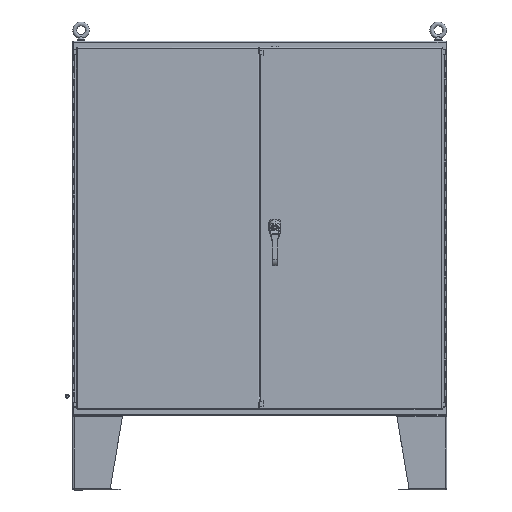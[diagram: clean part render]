
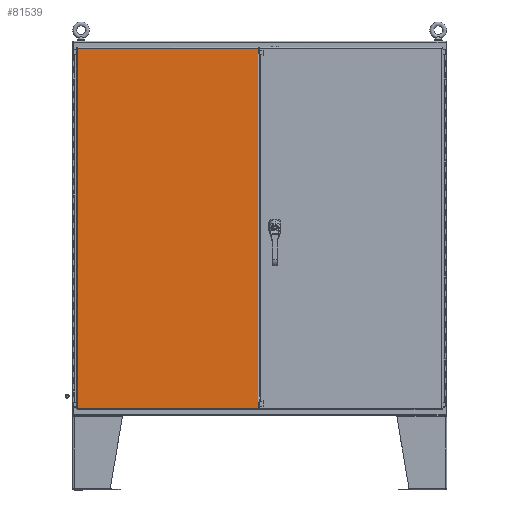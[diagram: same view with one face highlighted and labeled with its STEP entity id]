
A CAD part, top view. The second image highlights one B-rep face of the part: STEP entity #81539.
In plain terms, the highlighted planar face has unit normal (0, 0, 1).
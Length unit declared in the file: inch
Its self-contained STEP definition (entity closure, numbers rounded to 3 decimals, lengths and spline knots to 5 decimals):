
#580 = EDGE_CURVE ( 'NONE', #12235, #60227, #46439, .T. ) ;
#1283 = CARTESIAN_POINT ( 'NONE',  ( 15.14647, 1.84355, 13.16033 ) ) ;
#3057 = VERTEX_POINT ( 'NONE', #65937 ) ;
#3092 = DIRECTION ( 'NONE',  ( 0., 1., 0. ) ) ;
#4776 = CARTESIAN_POINT ( 'NONE',  ( 29.74022, 29.9688, 13.16033 ) ) ;
#5434 = CARTESIAN_POINT ( 'NONE',  ( 15.14647, 29.9688, 13.16033 ) ) ;
#6014 = ORIENTED_EDGE ( 'NONE', *, *, #40492, .F. ) ;
#11175 = DIRECTION ( 'NONE',  ( 0., 1., 0. ) ) ;
#11587 = DIRECTION ( 'NONE',  ( 1., 0., 0. ) ) ;
#12235 = VERTEX_POINT ( 'NONE', #22011 ) ;
#13191 = VECTOR ( 'NONE', #41300, 39.37008 ) ;
#13379 = VERTEX_POINT ( 'NONE', #40336 ) ;
#13558 = DIRECTION ( 'NONE',  ( 1., 0., 0. ) ) ;
#15464 = LINE ( 'NONE', #43097, #79381 ) ;
#16076 = LINE ( 'NONE', #47146, #71927 ) ;
#17465 = VECTOR ( 'NONE', #13558, 39.37008 ) ;
#18795 = CARTESIAN_POINT ( 'NONE',  ( 29.77147, 1.84355, 13.16033 ) ) ;
#20619 = VERTEX_POINT ( 'NONE', #55028 ) ;
#22011 = CARTESIAN_POINT ( 'NONE',  ( 29.74002, 1.84355, 13.16033 ) ) ;
#23549 = VECTOR ( 'NONE', #49421, 39.37008 ) ;
#23625 = LINE ( 'NONE', #55908, #41655 ) ;
#24482 = EDGE_CURVE ( 'NONE', #60227, #71384, #36073, .T. ) ;
#24949 = VERTEX_POINT ( 'NONE', #34267 ) ;
#25621 = ORIENTED_EDGE ( 'NONE', *, *, #34477, .F. ) ;
#26041 = EDGE_CURVE ( 'NONE', #55521, #80186, #23625, .T. ) ;
#26322 = ORIENTED_EDGE ( 'NONE', *, *, #80576, .T. ) ;
#27928 = VERTEX_POINT ( 'NONE', #55342 ) ;
#28704 = CARTESIAN_POINT ( 'NONE',  ( 29.77147, 0.87505, 13.16033 ) ) ;
#30936 = CARTESIAN_POINT ( 'NONE',  ( 0.64642, 29.9688, 13.16033 ) ) ;
#33984 = CARTESIAN_POINT ( 'NONE',  ( 29.77147, 0.87505, 13.16033 ) ) ;
#34267 = CARTESIAN_POINT ( 'NONE',  ( 29.74022, 58.09385, 13.16033 ) ) ;
#34477 = EDGE_CURVE ( 'NONE', #71384, #3057, #59130, .T. ) ;
#35435 = LINE ( 'NONE', #69166, #49396 ) ;
#35499 = CARTESIAN_POINT ( 'NONE',  ( 29.74002, 1.84355, 13.16033 ) ) ;
#36073 = LINE ( 'NONE', #28704, #56934 ) ;
#36501 = ORIENTED_EDGE ( 'NONE', *, *, #24482, .F. ) ;
#36665 = VECTOR ( 'NONE', #11175, 39.37008 ) ;
#37557 = DIRECTION ( 'NONE',  ( 0., 0., -1. ) ) ;
#38377 = ORIENTED_EDGE ( 'NONE', *, *, #65403, .T. ) ;
#38567 = LINE ( 'NONE', #4776, #23549 ) ;
#38975 = EDGE_CURVE ( 'NONE', #56938, #80186, #15464, .T. ) ;
#40336 = CARTESIAN_POINT ( 'NONE',  ( 0.64642, 58.9376, 13.16033 ) ) ;
#40492 = EDGE_CURVE ( 'NONE', #27928, #55521, #44140, .T. ) ;
#40779 = VECTOR ( 'NONE', #3092, 39.37008 ) ;
#41300 = DIRECTION ( 'NONE',  ( 0., -1., 0. ) ) ;
#41655 = VECTOR ( 'NONE', #75749, 39.37008 ) ;
#43097 = CARTESIAN_POINT ( 'NONE',  ( 29.74002, 58.09385, 13.16033 ) ) ;
#43419 = ORIENTED_EDGE ( 'NONE', *, *, #46936, .F. ) ;
#44140 = LINE ( 'NONE', #33984, #13191 ) ;
#46439 = LINE ( 'NONE', #1283, #17465 ) ;
#46727 = LINE ( 'NONE', #35499, #40779 ) ;
#46936 = EDGE_CURVE ( 'NONE', #13379, #27928, #35435, .T. ) ;
#47146 = CARTESIAN_POINT ( 'NONE',  ( 29.74002, 1.84375, 13.16033 ) ) ;
#47579 = LINE ( 'NONE', #30936, #36665 ) ;
#49396 = VECTOR ( 'NONE', #68879, 39.37008 ) ;
#49421 = DIRECTION ( 'NONE',  ( 0., -1., 0. ) ) ;
#53025 = AXIS2_PLACEMENT_3D ( 'NONE', #5434, #37557, #11587 ) ;
#53470 = EDGE_CURVE ( 'NONE', #24949, #20619, #38567, .T. ) ;
#54932 = VECTOR ( 'NONE', #67222, 39.37008 ) ;
#55028 = CARTESIAN_POINT ( 'NONE',  ( 29.74022, 1.84375, 13.16033 ) ) ;
#55342 = CARTESIAN_POINT ( 'NONE',  ( 29.77147, 58.9376, 13.16033 ) ) ;
#55521 = VERTEX_POINT ( 'NONE', #74527 ) ;
#55747 = LINE ( 'NONE', #57464, #57702 ) ;
#55908 = CARTESIAN_POINT ( 'NONE',  ( 15.14647, 58.09405, 13.16033 ) ) ;
#56934 = VECTOR ( 'NONE', #68066, 39.37008 ) ;
#56938 = VERTEX_POINT ( 'NONE', #68021 ) ;
#56996 = CARTESIAN_POINT ( 'NONE',  ( 29.74002, 58.09405, 13.16033 ) ) ;
#57004 = ORIENTED_EDGE ( 'NONE', *, *, #80943, .T. ) ;
#57199 = DIRECTION ( 'NONE',  ( -1., 0., 0. ) ) ;
#57328 = CARTESIAN_POINT ( 'NONE',  ( 29.77147, 1., 13.16033 ) ) ;
#57464 = CARTESIAN_POINT ( 'NONE',  ( 29.77147, 58.09385, 13.16033 ) ) ;
#57702 = VECTOR ( 'NONE', #57199, 39.37008 ) ;
#59130 = LINE ( 'NONE', #60231, #54932 ) ;
#60227 = VERTEX_POINT ( 'NONE', #18795 ) ;
#60231 = CARTESIAN_POINT ( 'NONE',  ( 15.14647, 1., 13.16033 ) ) ;
#60520 = FACE_OUTER_BOUND ( 'NONE', #79206, .T. ) ;
#63120 = PLANE ( 'NONE',  #53025 ) ;
#63315 = VERTEX_POINT ( 'NONE', #82704 ) ;
#65403 = EDGE_CURVE ( 'NONE', #63315, #20619, #16076, .T. ) ;
#65937 = CARTESIAN_POINT ( 'NONE',  ( 0.64642, 1., 13.16033 ) ) ;
#66715 = ORIENTED_EDGE ( 'NONE', *, *, #26041, .F. ) ;
#66733 = ORIENTED_EDGE ( 'NONE', *, *, #53470, .F. ) ;
#67222 = DIRECTION ( 'NONE',  ( -1., 0., 0. ) ) ;
#68021 = CARTESIAN_POINT ( 'NONE',  ( 29.74002, 58.09385, 13.16033 ) ) ;
#68066 = DIRECTION ( 'NONE',  ( 0., -1., 0. ) ) ;
#68879 = DIRECTION ( 'NONE',  ( 1., 0., 0. ) ) ;
#69166 = CARTESIAN_POINT ( 'NONE',  ( 15.14647, 58.9376, 13.16033 ) ) ;
#70351 = ORIENTED_EDGE ( 'NONE', *, *, #38975, .T. ) ;
#71384 = VERTEX_POINT ( 'NONE', #57328 ) ;
#71927 = VECTOR ( 'NONE', #72528, 39.37008 ) ;
#72528 = DIRECTION ( 'NONE',  ( 1., 0., 0. ) ) ;
#72936 = EDGE_CURVE ( 'NONE', #3057, #13379, #47579, .T. ) ;
#74039 = ORIENTED_EDGE ( 'NONE', *, *, #580, .F. ) ;
#74527 = CARTESIAN_POINT ( 'NONE',  ( 29.77147, 58.09405, 13.16033 ) ) ;
#75749 = DIRECTION ( 'NONE',  ( -1., 0., 0. ) ) ;
#78371 = ORIENTED_EDGE ( 'NONE', *, *, #72936, .F. ) ;
#79206 = EDGE_LOOP ( 'NONE', ( #57004, #38377, #66733, #26322, #70351, #66715, #6014, #43419, #78371, #25621, #36501, #74039 ) ) ;
#79381 = VECTOR ( 'NONE', #80781, 39.37008 ) ;
#80186 = VERTEX_POINT ( 'NONE', #56996 ) ;
#80576 = EDGE_CURVE ( 'NONE', #24949, #56938, #55747, .T. ) ;
#80781 = DIRECTION ( 'NONE',  ( 0., 1., 0. ) ) ;
#80943 = EDGE_CURVE ( 'NONE', #12235, #63315, #46727, .T. ) ;
#81539 = ADVANCED_FACE ( 'NONE', ( #60520 ), #63120, .F. ) ;
#82704 = CARTESIAN_POINT ( 'NONE',  ( 29.74002, 1.84375, 13.16033 ) ) ;
